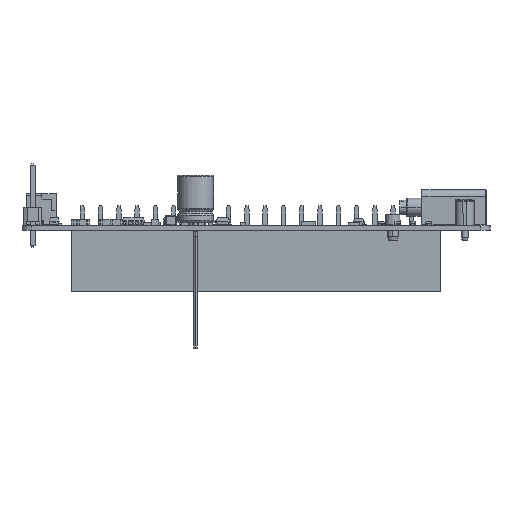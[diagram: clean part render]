
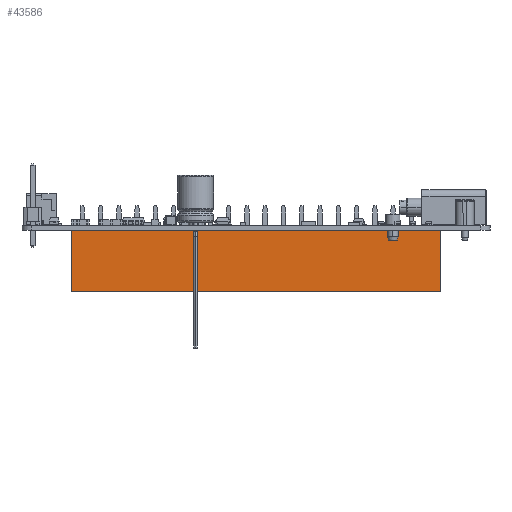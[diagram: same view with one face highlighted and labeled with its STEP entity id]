
A CAD part, front view. The second image highlights one B-rep face of the part: STEP entity #43586.
In plain terms, the highlighted face is planar.
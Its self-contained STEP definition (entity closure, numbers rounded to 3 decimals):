
#40765 = VERTEX_POINT('',#40766);
#40766 = CARTESIAN_POINT('',(-25.654,8.509,2.54));
#40772 = EDGE_CURVE('',#40765,#40773,#40775,.T.);
#40773 = VERTEX_POINT('',#40774);
#40774 = CARTESIAN_POINT('',(25.654,8.509,2.54));
#40775 = LINE('',#40776,#40777);
#40776 = CARTESIAN_POINT('',(25.654,8.509,2.54));
#40777 = VECTOR('',#40778,1.);
#40778 = DIRECTION('',(1.,-0.,-0.));
#43427 = VERTEX_POINT('',#43428);
#43428 = CARTESIAN_POINT('',(-25.654,0.,2.54));
#43445 = VERTEX_POINT('',#43446);
#43446 = CARTESIAN_POINT('',(25.654,0.,2.54));
#43452 = EDGE_CURVE('',#43445,#43427,#43453,.T.);
#43453 = LINE('',#43454,#43455);
#43454 = CARTESIAN_POINT('',(-25.654,0.,2.54));
#43455 = VECTOR('',#43456,1.);
#43456 = DIRECTION('',(-1.,0.,0.));
#43506 = EDGE_CURVE('',#43427,#40765,#43507,.T.);
#43507 = LINE('',#43508,#43509);
#43508 = CARTESIAN_POINT('',(-25.654,-51.559,2.54));
#43509 = VECTOR('',#43510,1.);
#43510 = DIRECTION('',(0.,1.,0.));
#43561 = EDGE_CURVE('',#43445,#40773,#43562,.T.);
#43562 = LINE('',#43563,#43564);
#43563 = CARTESIAN_POINT('',(25.654,-51.559,2.54));
#43564 = VECTOR('',#43565,1.);
#43565 = DIRECTION('',(0.,1.,0.));
#43586 = ADVANCED_FACE('',(#43587),#43593,.T.);
#43587 = FACE_BOUND('',#43588,.T.);
#43588 = EDGE_LOOP('',(#43589,#43590,#43591,#43592));
#43589 = ORIENTED_EDGE('',*,*,#43561,.T.);
#43590 = ORIENTED_EDGE('',*,*,#40772,.F.);
#43591 = ORIENTED_EDGE('',*,*,#43506,.F.);
#43592 = ORIENTED_EDGE('',*,*,#43452,.F.);
#43593 = PLANE('',#43594);
#43594 = AXIS2_PLACEMENT_3D('',#43595,#43596,#43597);
#43595 = CARTESIAN_POINT('',(-25.654,-51.559,2.54));
#43596 = DIRECTION('',(0.,-0.,1.));
#43597 = DIRECTION('',(1.,0.,0.));
